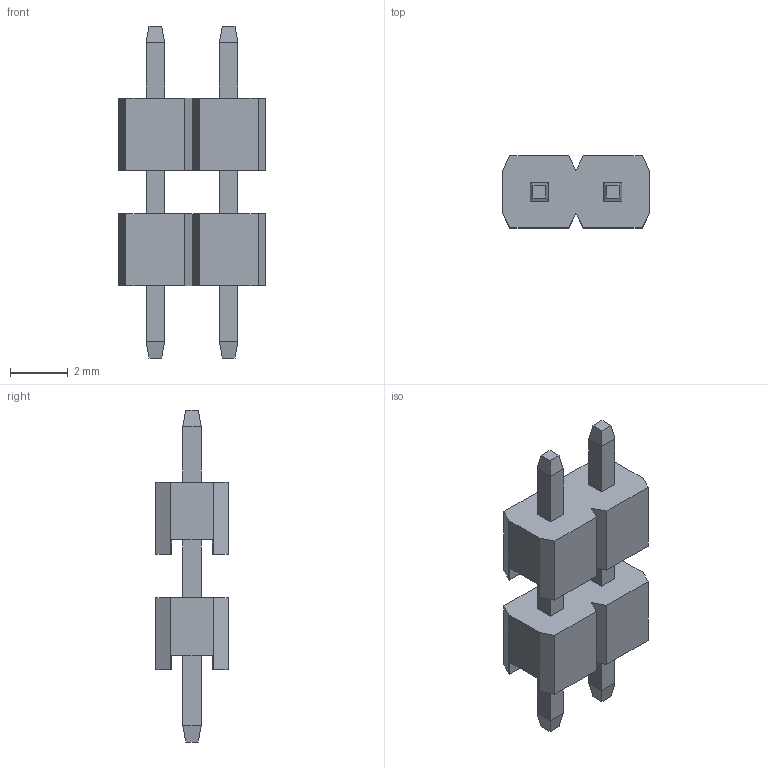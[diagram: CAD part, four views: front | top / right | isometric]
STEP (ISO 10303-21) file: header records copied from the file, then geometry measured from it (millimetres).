
FILE_DESCRIPTION (( 'STEP AP214' ), '1' );
FILE_NAME ('FPH25449-S02S1014050508B-REF.STEP', '2026-03-03T07:57:52', ( '' ), ( '' ), 'SwSTEP 2.0', 'SolidWorks 2021', '' );
FILE_SCHEMA (( 'AUTOMOTIVE_DESIGN' ));
Length unit declared in the file: millimetre
Products named in the file (1): FPH25449-S02S1014050508B-REF
Bounding box: 5.08 x 2.5 x 11.5 mm (x, y, z)
Volume: 59.8 mm3; surface area: 169.4 mm2
Topology: 1 solids, 1 shells, 84 faces, 212 edges, 136 vertices
Faces by surface type: plane 84
Entity records: 2486 total; most frequent: CARTESIAN_POINT 433, ORIENTED_EDGE 424, DIRECTION 382, EDGE_CURVE 212, LINE 212, VECTOR 212, VERTEX_POINT 136, EDGE_LOOP 92
